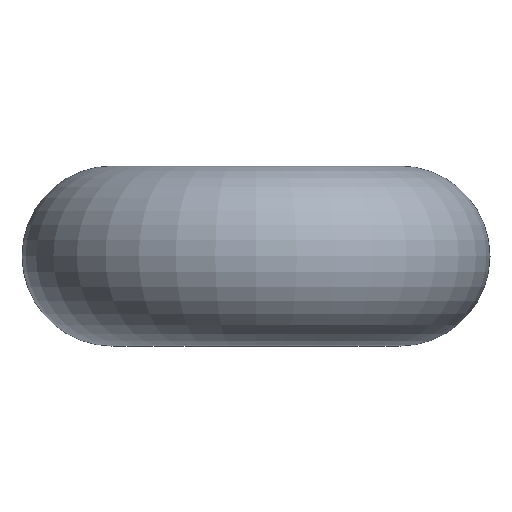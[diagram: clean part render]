
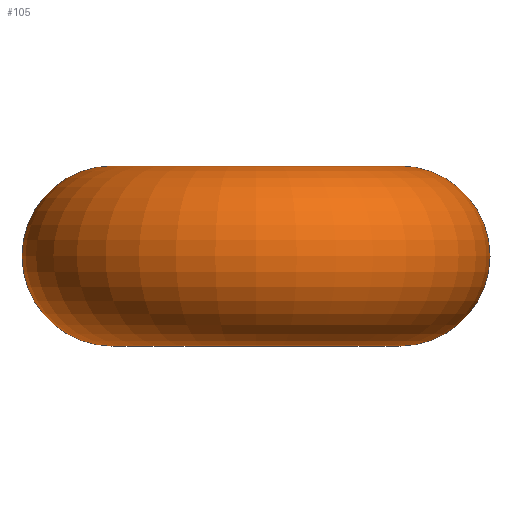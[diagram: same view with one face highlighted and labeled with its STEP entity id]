
A CAD part, left-side view. The second image highlights one B-rep face of the part: STEP entity #105.
In plain terms, the highlighted toroidal (fillet/blend) face has major radius 2 mm and minor radius 1.25 mm.
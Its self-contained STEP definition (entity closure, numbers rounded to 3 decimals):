
#36=FACE_OUTER_BOUND('',#46,.T.);
#46=EDGE_LOOP('',(#82,#83,#84,#85));
#56=CIRCLE('',#133,1.25);
#57=CIRCLE('',#134,0.75);
#64=VERTEX_POINT('',#193);
#71=EDGE_CURVE('',#64,#64,#56,.T.);
#72=EDGE_CURVE('',#64,#64,#57,.T.);
#82=ORIENTED_EDGE('',*,*,#71,.F.);
#83=ORIENTED_EDGE('',*,*,#72,.T.);
#84=ORIENTED_EDGE('',*,*,#71,.T.);
#85=ORIENTED_EDGE('',*,*,#72,.F.);
#104=TOROIDAL_SURFACE('',#132,2.,1.25);
#105=ADVANCED_FACE('',(#36),#104,.T.);
#132=AXIS2_PLACEMENT_3D('',#192,#152,#153);
#133=AXIS2_PLACEMENT_3D('',#194,#154,#155);
#134=AXIS2_PLACEMENT_3D('',#195,#156,#157);
#152=DIRECTION('center_axis',(0.,0.,1.));
#153=DIRECTION('ref_axis',(1.,0.,0.));
#154=DIRECTION('center_axis',(0.,-1.,0.));
#155=DIRECTION('ref_axis',(-1.,0.,0.));
#156=DIRECTION('center_axis',(0.,0.,-1.));
#157=DIRECTION('ref_axis',(1.,0.,0.));
#192=CARTESIAN_POINT('Origin',(4.,8.5,0.));
#193=CARTESIAN_POINT('',(3.25,8.5,0.));
#194=CARTESIAN_POINT('Origin',(2.,8.5,0.));
#195=CARTESIAN_POINT('Origin',(4.,8.5,0.));
